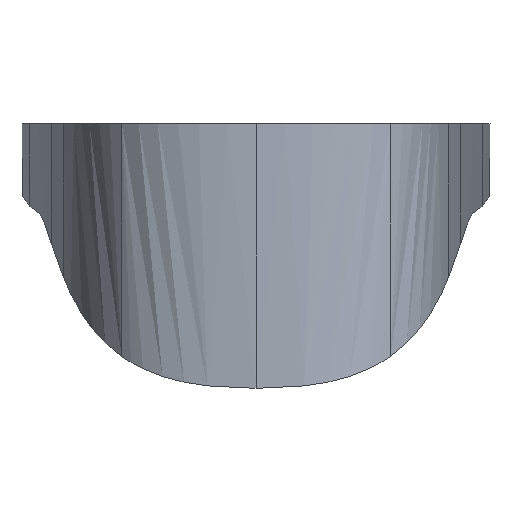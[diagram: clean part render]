
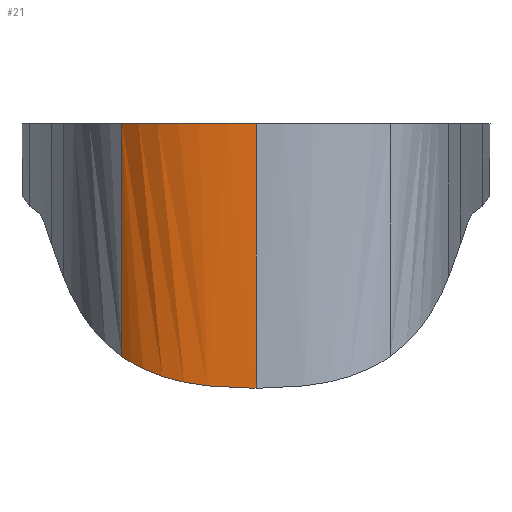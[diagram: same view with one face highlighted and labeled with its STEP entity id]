
A CAD part, left-side view. The second image highlights one B-rep face of the part: STEP entity #21.
In plain terms, the highlighted free-form (B-spline) face has degree [3, 1] with [8, 2] control points.
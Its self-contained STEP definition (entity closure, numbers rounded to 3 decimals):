
#21=ADVANCED_FACE('',(#139),#2049,.T.);
#139=FACE_OUTER_BOUND('',#257,.T.);
#257=EDGE_LOOP('',(#395,#396,#397,#398));
#395=ORIENTED_EDGE('',*,*,#1075,.T.);
#396=ORIENTED_EDGE('',*,*,#1064,.F.);
#397=ORIENTED_EDGE('',*,*,#1074,.F.);
#398=ORIENTED_EDGE('',*,*,#1118,.F.);
#1064=EDGE_CURVE('',#1738,#1740,#1403,.T.);
#1074=EDGE_CURVE('',#1749,#1738,#1413,.T.);
#1075=EDGE_CURVE('',#1750,#1740,#1414,.T.);
#1118=EDGE_CURVE('',#1750,#1749,#1457,.T.);
#1403=B_SPLINE_CURVE_WITH_KNOTS('',3,(#3809,#3810,#3811,#3812,#3813,#3814,
#3815,#3816),.UNSPECIFIED.,.F.,.F.,(4,2,2,4),(-6.234,-3.345,
-1.894,0.),.UNSPECIFIED.);
#1413=B_SPLINE_CURVE_WITH_KNOTS('',1,(#3857,#3858),.UNSPECIFIED.,.F.,.F.,
(2,2),(-11.074,0.),.UNSPECIFIED.);
#1414=B_SPLINE_CURVE_WITH_KNOTS('',1,(#3859,#3860),.UNSPECIFIED.,.F.,.F.,
(2,2),(-9.74,0.),.UNSPECIFIED.);
#1457=B_SPLINE_CURVE_WITH_KNOTS('',3,(#4338,#4339,#4340,#4341,#4342,#4343,
#4344,#4345,#4346,#4347),.UNSPECIFIED.,.F.,.F.,(4,3,3,4),(93.832,
95.321,96.746,99.842),.UNSPECIFIED.);
#1738=VERTEX_POINT('',#3405);
#1740=VERTEX_POINT('',#3407);
#1749=VERTEX_POINT('',#3416);
#1750=VERTEX_POINT('',#3417);
#2049=B_SPLINE_SURFACE_WITH_KNOTS('',3,1,((#2414,#2415),(#2416,#2417),(#2418,
#2419),(#2420,#2421),(#2422,#2423),(#2424,#2425),(#2426,#2427),(#2428,#2429)),
 .UNSPECIFIED.,.F.,.F.,.F.,(4,2,2,4),(2,2),(0.,1.894,3.345,
6.234),(0.,22.234),.UNSPECIFIED.);
#2414=CARTESIAN_POINT('',(295.855,5.616,3.25));
#2415=CARTESIAN_POINT('',(295.855,5.616,25.484));
#2416=CARTESIAN_POINT('',(295.595,5.335,3.053));
#2417=CARTESIAN_POINT('',(295.595,5.335,25.286));
#2418=CARTESIAN_POINT('',(295.289,4.942,2.811));
#2419=CARTESIAN_POINT('',(295.289,4.942,25.045));
#2420=CARTESIAN_POINT('',(294.81,3.981,2.418));
#2421=CARTESIAN_POINT('',(294.81,3.981,24.652));
#2422=CARTESIAN_POINT('',(294.652,3.536,2.284));
#2423=CARTESIAN_POINT('',(294.652,3.536,24.518));
#2424=CARTESIAN_POINT('',(294.299,2.125,1.982));
#2425=CARTESIAN_POINT('',(294.299,2.125,24.216));
#2426=CARTESIAN_POINT('',(294.225,1.1,1.915));
#2427=CARTESIAN_POINT('',(294.225,1.1,24.149));
#2428=CARTESIAN_POINT('',(294.226,0.,1.916));
#2429=CARTESIAN_POINT('',(294.226,0.,24.149));
#3405=CARTESIAN_POINT('',(294.226,0.,1.916));
#3407=CARTESIAN_POINT('',(295.855,5.616,3.25));
#3416=CARTESIAN_POINT('',(294.226,0.,12.99));
#3417=CARTESIAN_POINT('',(295.855,5.616,12.99));
#3809=CARTESIAN_POINT('',(294.226,0.,1.916));
#3810=CARTESIAN_POINT('',(294.225,1.1,1.915));
#3811=CARTESIAN_POINT('',(294.299,2.125,1.982));
#3812=CARTESIAN_POINT('',(294.652,3.536,2.284));
#3813=CARTESIAN_POINT('',(294.81,3.981,2.418));
#3814=CARTESIAN_POINT('',(295.289,4.942,2.811));
#3815=CARTESIAN_POINT('',(295.595,5.335,3.053));
#3816=CARTESIAN_POINT('',(295.855,5.616,3.25));
#3857=CARTESIAN_POINT('',(294.226,0.,12.99));
#3858=CARTESIAN_POINT('',(294.226,0.,1.916));
#3859=CARTESIAN_POINT('',(295.855,5.616,12.99));
#3860=CARTESIAN_POINT('',(295.855,5.616,3.25));
#4338=CARTESIAN_POINT('',(295.855,5.616,12.99));
#4339=CARTESIAN_POINT('',(295.516,5.249,12.99));
#4340=CARTESIAN_POINT('',(295.24,4.845,12.99));
#4341=CARTESIAN_POINT('',(295.017,4.398,12.99));
#4342=CARTESIAN_POINT('',(294.805,3.972,12.99));
#4343=CARTESIAN_POINT('',(294.649,3.525,12.99));
#4344=CARTESIAN_POINT('',(294.534,3.064,12.99));
#4345=CARTESIAN_POINT('',(294.287,2.075,12.99));
#4346=CARTESIAN_POINT('',(294.225,1.014,12.99));
#4347=CARTESIAN_POINT('',(294.226,0.,12.99));
